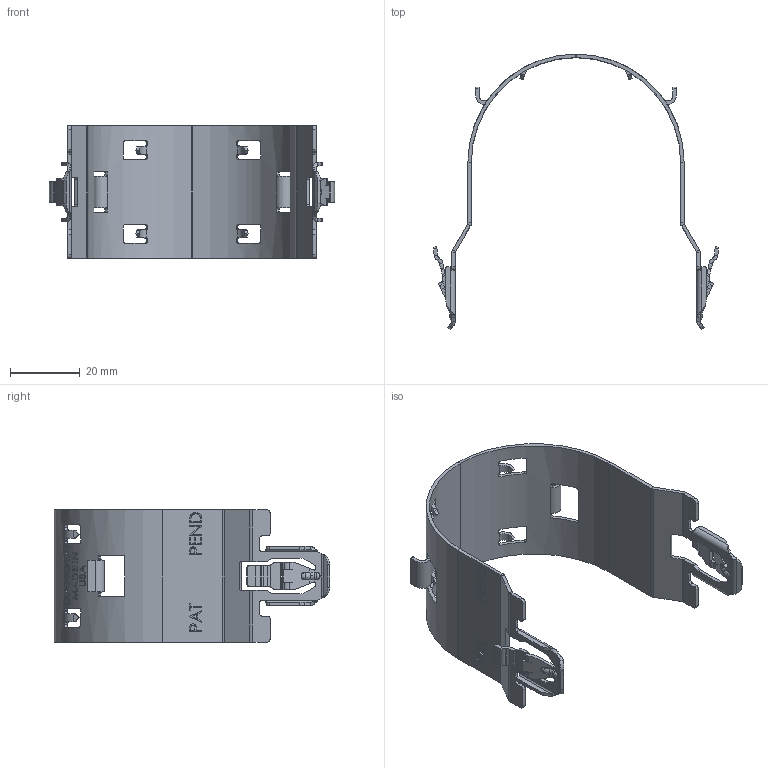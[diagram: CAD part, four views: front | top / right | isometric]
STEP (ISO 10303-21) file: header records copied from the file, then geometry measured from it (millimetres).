
FILE_DESCRIPTION (( 'STEP AP203' ), '1' );
FILE_NAME ('CC-2R.STEP', '2021-01-14T18:19:55', ( '' ), ( '' ), 'SwSTEP 2.0', 'SolidWorks 2019', '' );
FILE_SCHEMA (( 'CONFIG_CONTROL_DESIGN' ));
Length unit declared in the file: millimetre
Products named in the file (1): CC-2R
Bounding box: 81.81 x 79.04 x 38 mm (x, y, z)
Volume: 6276.5 mm3; surface area: 13626.5 mm2
Topology: 1 solids, 1 shells, 919 faces, 2366 edges, 1484 vertices
Faces by surface type: plane 483, cylinder 242, bspline 160, torus 26, sphere 8
Entity records: 40460 total; most frequent: CARTESIAN_POINT 19433, ORIENTED_EDGE 4732, DIRECTION 3719, EDGE_CURVE 2366, VERTEX_POINT 1484, LINE 1283, VECTOR 1283, AXIS2_PLACEMENT_3D 1218
